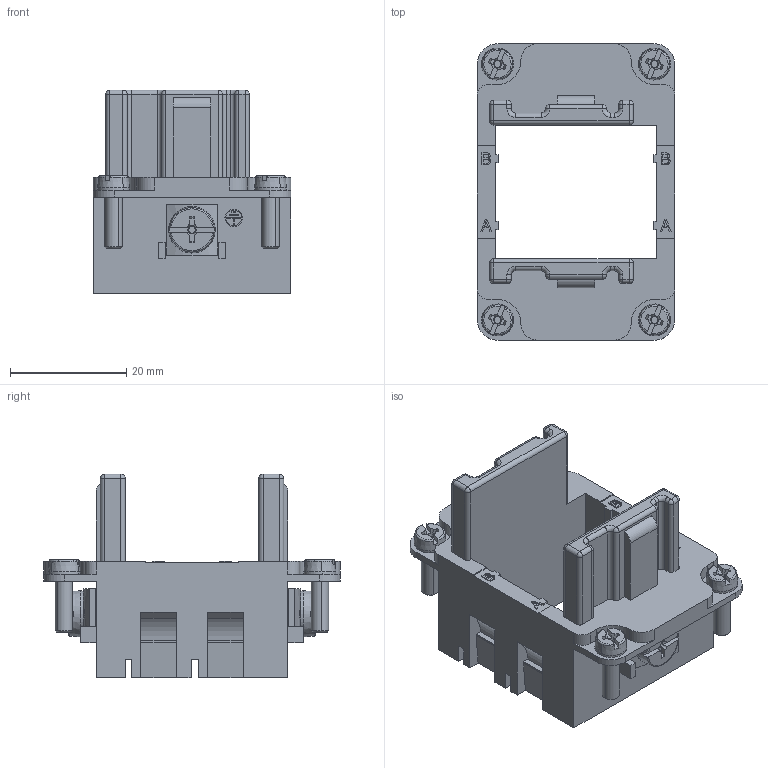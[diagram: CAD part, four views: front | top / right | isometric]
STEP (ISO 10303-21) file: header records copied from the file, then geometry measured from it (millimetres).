
FILE_DESCRIPTION(/* description */ (''),/* implementation_level */ '2;1');
FILE_NAME(/* name */ 'c146 s06 002 g8nxc001-01.stp',/* time_stamp */ '2021-03-25T14:41:02+01:00',/* author */ (''),/* organization */ (''),/* preprocessor_version */ 'ST-DEVELOPER v16.7',/* originating_system */ 'SIEMENS PLM Software NX 12.0',/* authorisation */ '');
FILE_SCHEMA (('AUTOMOTIVE_DESIGN { 1 0 10303 214 3 1 1 1 }'));
Length unit declared in the file: millimetre
Products named in the file (1): c146 s06 002 g8nxc001-01
Bounding box: 34.01 x 51 x 35 mm (x, y, z)
Volume: 14328.7 mm3; surface area: 10411.3 mm2
Topology: 1 solids, 1 shells, 796 faces, 2073 edges, 1349 vertices
Faces by surface type: plane 497, cylinder 109, extrusion 98, cone 48, torus 24, sphere 16, bspline 4
Full cylindrical faces by diameter (mm): 2.7 x2, 3 x2, 4 x4, 8 x2
Entity records: 28949 total; most frequent: CARTESIAN_POINT 9259, ORIENTED_EDGE 4070, DIRECTION 3199, EDGE_CURVE 2035, VERTEX_POINT 1341, VECTOR 1225, LINE 1127, AXIS2_PLACEMENT_3D 987
